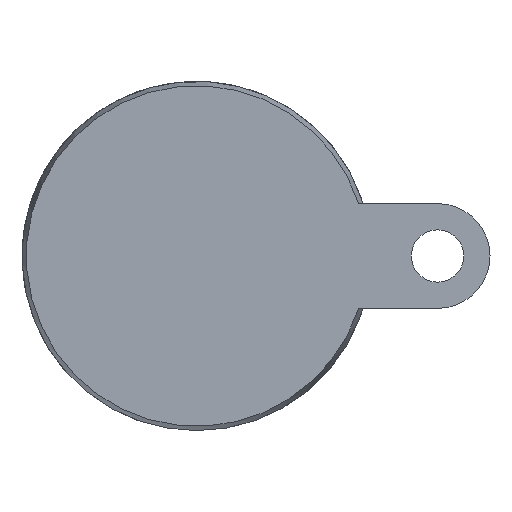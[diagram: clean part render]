
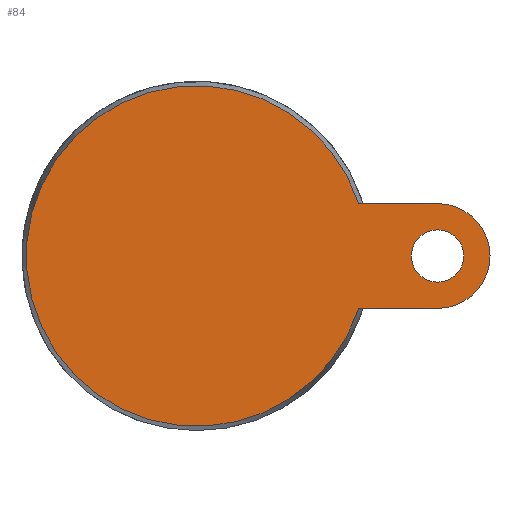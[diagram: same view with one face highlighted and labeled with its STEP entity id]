
A CAD part, front view. The second image highlights one B-rep face of the part: STEP entity #84.
In plain terms, the highlighted planar face has unit normal (0, -1, 0).
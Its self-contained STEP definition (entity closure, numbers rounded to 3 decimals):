
#84 = ADVANCED_FACE( '', ( #210, #211 ), #212, .F. );
#210 = FACE_BOUND( '', #383, .T. );
#211 = FACE_OUTER_BOUND( '', #384, .T. );
#212 = PLANE( '', #385 );
#383 = EDGE_LOOP( '', ( #597 ) );
#384 = EDGE_LOOP( '', ( #598, #599, #600, #601 ) );
#385 = AXIS2_PLACEMENT_3D( '', #602, #603, #604 );
#597 = ORIENTED_EDGE( '', *, *, #972, .T. );
#598 = ORIENTED_EDGE( '', *, *, #973, .F. );
#599 = ORIENTED_EDGE( '', *, *, #974, .T. );
#600 = ORIENTED_EDGE( '', *, *, #975, .F. );
#601 = ORIENTED_EDGE( '', *, *, #967, .F. );
#602 = CARTESIAN_POINT( '', ( 48.75, 0., 0. ) );
#603 = DIRECTION( '', ( 0., 1., 0. ) );
#604 = DIRECTION( '', ( 0., 0., 1. ) );
#967 = EDGE_CURVE( '', #1121, #1122, #1123, .T. );
#972 = EDGE_CURVE( '', #1130, #1130, #1131, .T. );
#973 = EDGE_CURVE( '', #1132, #1121, #1133, .T. );
#974 = EDGE_CURVE( '', #1132, #1134, #1135, .T. );
#975 = EDGE_CURVE( '', #1122, #1134, #1136, .T. );
#1121 = VERTEX_POINT( '', #1331 );
#1122 = VERTEX_POINT( '', #1332 );
#1123 = CIRCLE( '', #1333, 15. );
#1130 = VERTEX_POINT( '', #1342 );
#1131 = CIRCLE( '', #1343, 7.5 );
#1132 = VERTEX_POINT( '', #1344 );
#1133 = LINE( '', #1345, #1346 );
#1134 = VERTEX_POINT( '', #1347 );
#1135 = CIRCLE( '', #1348, 48.75 );
#1136 = LINE( '', #1349, #1350 );
#1331 = CARTESIAN_POINT( '', ( 69., 0., 15. ) );
#1332 = CARTESIAN_POINT( '', ( 69., 0., -15. ) );
#1333 = AXIS2_PLACEMENT_3D( '', #1753, #1754, #1755 );
#1342 = CARTESIAN_POINT( '', ( 76.5, 0., 0. ) );
#1343 = AXIS2_PLACEMENT_3D( '', #1761, #1762, #1763 );
#1344 = CARTESIAN_POINT( '', ( 46.385, 0., 15. ) );
#1345 = CARTESIAN_POINT( '', ( 0., 0., 15. ) );
#1346 = VECTOR( '', #1764, 1000. );
#1347 = CARTESIAN_POINT( '', ( 46.385, 0., -15. ) );
#1348 = AXIS2_PLACEMENT_3D( '', #1765, #1766, #1767 );
#1349 = CARTESIAN_POINT( '', ( 69., 0., -15. ) );
#1350 = VECTOR( '', #1768, 1000. );
#1753 = CARTESIAN_POINT( '', ( 69., 0., 0. ) );
#1754 = DIRECTION( '', ( 0., 1., 0. ) );
#1755 = DIRECTION( '', ( 1., 0., 0. ) );
#1761 = CARTESIAN_POINT( '', ( 69., 0., 0. ) );
#1762 = DIRECTION( '', ( 0., 1., 0. ) );
#1763 = DIRECTION( '', ( 1., 0., 0. ) );
#1764 = DIRECTION( '', ( 1., 0., 0. ) );
#1765 = CARTESIAN_POINT( '', ( 0., 0., 0. ) );
#1766 = DIRECTION( '', ( 0., -1., 0. ) );
#1767 = DIRECTION( '', ( 0., 0., -1. ) );
#1768 = DIRECTION( '', ( -1., 0., 0. ) );
